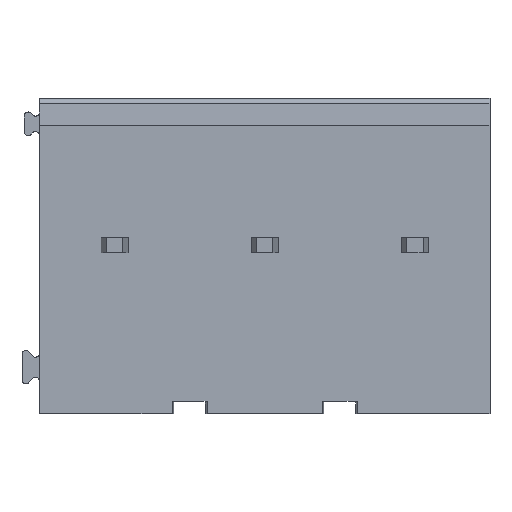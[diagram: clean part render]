
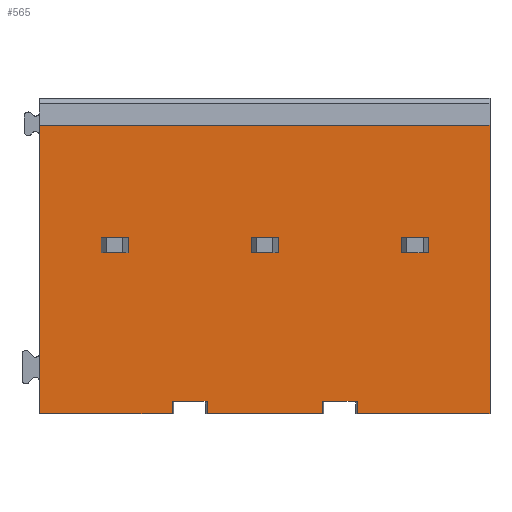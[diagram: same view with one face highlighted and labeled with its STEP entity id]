
A CAD part, front view. The second image highlights one B-rep face of the part: STEP entity #565.
In plain terms, the highlighted planar face has unit normal (0, -1, 0).
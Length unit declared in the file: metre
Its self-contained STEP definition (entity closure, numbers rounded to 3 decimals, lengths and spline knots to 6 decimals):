
#565=ADVANCED_FACE('',(#1218,#1219,#1220,#1221),#1222,.F.);
#1218=FACE_OUTER_BOUND('',#1960,.T.);
#1219=FACE_BOUND('',#1961,.T.);
#1220=FACE_BOUND('',#1962,.T.);
#1221=FACE_BOUND('',#1963,.T.);
#1222=PLANE('',#1964);
#1960=EDGE_LOOP('',(#3657,#3658,#3659,#3660,#3661,#3662,#3663,#3664,#3665,#3666,#3667,#3668));
#1961=EDGE_LOOP('',(#3669,#3670,#3671,#3672));
#1962=EDGE_LOOP('',(#3673,#3674,#3675,#3676));
#1963=EDGE_LOOP('',(#3677,#3678,#3679,#3680));
#1964=AXIS2_PLACEMENT_3D('',#3681,#3682,#3683);
#3657=ORIENTED_EDGE('',*,*,#4497,.F.);
#3658=ORIENTED_EDGE('',*,*,#5175,.T.);
#3659=ORIENTED_EDGE('',*,*,#4696,.T.);
#3660=ORIENTED_EDGE('',*,*,#5176,.F.);
#3661=ORIENTED_EDGE('',*,*,#5177,.F.);
#3662=ORIENTED_EDGE('',*,*,#4738,.T.);
#3663=ORIENTED_EDGE('',*,*,#4993,.F.);
#3664=ORIENTED_EDGE('',*,*,#5136,.F.);
#3665=ORIENTED_EDGE('',*,*,#4623,.F.);
#3666=ORIENTED_EDGE('',*,*,#4731,.T.);
#3667=ORIENTED_EDGE('',*,*,#5178,.F.);
#3668=ORIENTED_EDGE('',*,*,#4466,.F.);
#3669=ORIENTED_EDGE('',*,*,#5179,.T.);
#3670=ORIENTED_EDGE('',*,*,#5166,.T.);
#3671=ORIENTED_EDGE('',*,*,#5042,.T.);
#3672=ORIENTED_EDGE('',*,*,#5160,.T.);
#3673=ORIENTED_EDGE('',*,*,#5128,.T.);
#3674=ORIENTED_EDGE('',*,*,#5180,.T.);
#3675=ORIENTED_EDGE('',*,*,#4922,.T.);
#3676=ORIENTED_EDGE('',*,*,#5012,.T.);
#3677=ORIENTED_EDGE('',*,*,#4511,.T.);
#3678=ORIENTED_EDGE('',*,*,#4796,.T.);
#3679=ORIENTED_EDGE('',*,*,#4900,.T.);
#3680=ORIENTED_EDGE('',*,*,#4589,.T.);
#3681=CARTESIAN_POINT('',(0.01,0.0,-0.009597));
#3682=DIRECTION('',(0.0,1.0,0.0));
#3683=DIRECTION('',(-1.0,0.0,0.0));
#4466=EDGE_CURVE('',#5348,#5350,#5351,.T.);
#4497=EDGE_CURVE('',#5406,#5348,#5408,.T.);
#4511=EDGE_CURVE('',#5433,#5434,#5435,.T.);
#4589=EDGE_CURVE('',#5569,#5433,#5570,.T.);
#4623=EDGE_CURVE('',#5623,#5625,#5626,.T.);
#4696=EDGE_CURVE('',#5751,#5749,#5752,.T.);
#4731=EDGE_CURVE('',#5623,#5814,#5816,.T.);
#4738=EDGE_CURVE('',#5829,#5827,#5830,.T.);
#4796=EDGE_CURVE('',#5434,#5925,#5926,.T.);
#4900=EDGE_CURVE('',#5925,#5569,#6092,.T.);
#4922=EDGE_CURVE('',#6121,#6122,#6123,.T.);
#4993=EDGE_CURVE('',#6221,#5827,#6222,.T.);
#5012=EDGE_CURVE('',#6122,#6250,#6251,.T.);
#5042=EDGE_CURVE('',#6288,#6289,#6290,.T.);
#5128=EDGE_CURVE('',#6250,#6408,#6410,.T.);
#5136=EDGE_CURVE('',#5625,#6221,#6419,.T.);
#5160=EDGE_CURVE('',#6289,#6447,#6449,.T.);
#5166=EDGE_CURVE('',#6456,#6288,#6457,.T.);
#5175=EDGE_CURVE('',#5406,#5751,#6466,.T.);
#5176=EDGE_CURVE('',#6467,#5749,#6468,.T.);
#5177=EDGE_CURVE('',#5829,#6467,#6469,.T.);
#5178=EDGE_CURVE('',#5350,#5814,#6470,.T.);
#5179=EDGE_CURVE('',#6447,#6456,#6471,.T.);
#5180=EDGE_CURVE('',#6408,#6121,#6472,.T.);
#5348=VERTEX_POINT('',#6661);
#5350=VERTEX_POINT('',#6664);
#5351=LINE('',#6665,#6666);
#5406=VERTEX_POINT('',#6751);
#5408=LINE('',#6754,#6755);
#5433=VERTEX_POINT('',#6792);
#5434=VERTEX_POINT('',#6793);
#5435=LINE('',#6794,#6795);
#5569=VERTEX_POINT('',#6986);
#5570=LINE('',#6987,#6988);
#5623=VERTEX_POINT('',#7079);
#5625=VERTEX_POINT('',#7082);
#5626=LINE('',#7083,#7084);
#5749=VERTEX_POINT('',#7262);
#5751=VERTEX_POINT('',#7265);
#5752=LINE('',#7266,#7267);
#5814=VERTEX_POINT('',#7359);
#5816=LINE('',#7362,#7363);
#5827=VERTEX_POINT('',#7379);
#5829=VERTEX_POINT('',#7382);
#5830=LINE('',#7383,#7384);
#5925=VERTEX_POINT('',#7513);
#5926=LINE('',#7514,#7515);
#6092=LINE('',#7762,#7763);
#6121=VERTEX_POINT('',#7823);
#6122=VERTEX_POINT('',#7824);
#6123=LINE('',#7825,#7826);
#6221=VERTEX_POINT('',#7990);
#6222=LINE('',#7991,#7992);
#6250=VERTEX_POINT('',#8032);
#6251=LINE('',#8033,#8034);
#6288=VERTEX_POINT('',#8091);
#6289=VERTEX_POINT('',#8092);
#6290=LINE('',#8093,#8094);
#6408=VERTEX_POINT('',#8302);
#6410=LINE('',#8305,#8306);
#6419=LINE('',#8317,#8318);
#6447=VERTEX_POINT('',#8359);
#6449=LINE('',#8362,#8363);
#6456=VERTEX_POINT('',#8373);
#6457=LINE('',#8374,#8375);
#6466=LINE('',#8388,#8389);
#6467=VERTEX_POINT('',#8390);
#6468=LINE('',#8391,#8392);
#6469=LINE('',#8393,#8394);
#6470=LINE('',#8395,#8396);
#6471=LINE('',#8397,#8398);
#6472=LINE('',#8399,#8400);
#6661=CARTESIAN_POINT('',(0.015,0.0,-0.0096));
#6664=CARTESIAN_POINT('',(0.010581,0.0,-0.0096));
#6665=CARTESIAN_POINT('',(0.015,0.0,-0.0096));
#6666=VECTOR('',#8650,1.0);
#6751=CARTESIAN_POINT('',(0.015,0.0,0.0));
#6754=CARTESIAN_POINT('',(0.015,0.0,-0.009597));
#6755=VECTOR('',#8682,1.0);
#6792=CARTESIAN_POINT('',(0.01295,0.0,-0.00375));
#6793=CARTESIAN_POINT('',(0.01295,0.0,-0.00425));
#6794=CARTESIAN_POINT('',(0.01295,0.0,-0.009597));
#6795=VECTOR('',#8695,1.0);
#6986=CARTESIAN_POINT('',(0.01205,0.0,-0.00375));
#6987=CARTESIAN_POINT('',(0.015,0.0,-0.00375));
#6988=VECTOR('',#8765,1.0);
#7079=CARTESIAN_POINT('',(0.009419,0.0,-0.00918));
#7082=CARTESIAN_POINT('',(0.009419,0.0,-0.0096));
#7083=CARTESIAN_POINT('',(0.009419,0.0,-0.009597));
#7084=VECTOR('',#8797,1.0);
#7262=CARTESIAN_POINT('',(0.0,0.0,-0.0096));
#7265=CARTESIAN_POINT('',(0.0,0.0,0.0));
#7266=CARTESIAN_POINT('',(0.0,0.0,-0.009597));
#7267=VECTOR('',#8863,1.0);
#7359=CARTESIAN_POINT('',(0.010581,0.0,-0.00918));
#7362=CARTESIAN_POINT('',(0.015,0.0,-0.00918));
#7363=VECTOR('',#8894,1.0);
#7379=CARTESIAN_POINT('',(0.005581,0.0,-0.00918));
#7382=CARTESIAN_POINT('',(0.004419,0.0,-0.00918));
#7383=CARTESIAN_POINT('',(0.01,0.0,-0.00918));
#7384=VECTOR('',#8901,1.0);
#7513=CARTESIAN_POINT('',(0.01205,0.0,-0.00425));
#7514=CARTESIAN_POINT('',(0.015,0.0,-0.00425));
#7515=VECTOR('',#8972,1.0);
#7762=CARTESIAN_POINT('',(0.01205,0.0,-0.009597));
#7763=VECTOR('',#9074,1.0);
#7823=CARTESIAN_POINT('',(0.00295,0.0,-0.00425));
#7824=CARTESIAN_POINT('',(0.00205,0.0,-0.00425));
#7825=CARTESIAN_POINT('',(0.01,0.0,-0.00425));
#7826=VECTOR('',#9092,1.0);
#7990=CARTESIAN_POINT('',(0.005581,0.0,-0.0096));
#7991=CARTESIAN_POINT('',(0.005581,0.0,-0.009597));
#7992=VECTOR('',#9152,1.0);
#8032=CARTESIAN_POINT('',(0.00205,0.0,-0.00375));
#8033=CARTESIAN_POINT('',(0.00205,0.0,-0.009597));
#8034=VECTOR('',#9171,1.0);
#8091=CARTESIAN_POINT('',(0.00795,0.0,-0.00375));
#8092=CARTESIAN_POINT('',(0.00795,0.0,-0.00425));
#8093=CARTESIAN_POINT('',(0.00795,0.0,-0.009597));
#8094=VECTOR('',#9192,1.0);
#8302=CARTESIAN_POINT('',(0.00295,0.0,-0.00375));
#8305=CARTESIAN_POINT('',(0.01,0.0,-0.00375));
#8306=VECTOR('',#9251,1.0);
#8317=CARTESIAN_POINT('',(0.015,0.0,-0.0096));
#8318=VECTOR('',#9260,1.0);
#8359=CARTESIAN_POINT('',(0.00705,0.0,-0.00425));
#8362=CARTESIAN_POINT('',(0.015,0.0,-0.00425));
#8363=VECTOR('',#9278,1.0);
#8373=CARTESIAN_POINT('',(0.00705,0.0,-0.00375));
#8374=CARTESIAN_POINT('',(0.015,0.0,-0.00375));
#8375=VECTOR('',#9282,1.0);
#8388=CARTESIAN_POINT('',(0.01,0.0,0.0));
#8389=VECTOR('',#9290,1.0);
#8390=CARTESIAN_POINT('',(0.004419,0.0,-0.0096));
#8391=CARTESIAN_POINT('',(0.01,0.0,-0.0096));
#8392=VECTOR('',#9291,1.0);
#8393=CARTESIAN_POINT('',(0.004419,0.0,-0.009597));
#8394=VECTOR('',#9292,1.0);
#8395=CARTESIAN_POINT('',(0.010581,0.0,-0.009597));
#8396=VECTOR('',#9293,1.0);
#8397=CARTESIAN_POINT('',(0.00705,0.0,-0.009597));
#8398=VECTOR('',#9294,1.0);
#8399=CARTESIAN_POINT('',(0.00295,0.0,-0.009597));
#8400=VECTOR('',#9295,1.0);
#8650=DIRECTION('',(-1.0,0.0,0.0));
#8682=DIRECTION('',(0.0,0.0,-1.0));
#8695=DIRECTION('',(0.,0.0,-1.0));
#8765=DIRECTION('',(1.0,0.0,0.));
#8797=DIRECTION('',(0.,0.0,-1.0));
#8863=DIRECTION('',(0.0,0.0,-1.0));
#8894=DIRECTION('',(1.0,0.0,0.0));
#8901=DIRECTION('',(1.0,0.0,0.0));
#8972=DIRECTION('',(-1.0,0.0,0.));
#9074=DIRECTION('',(0.,0.0,1.0));
#9092=DIRECTION('',(-1.0,0.0,0.));
#9152=DIRECTION('',(0.,0.0,1.0));
#9171=DIRECTION('',(0.,0.0,1.0));
#9192=DIRECTION('',(0.,0.0,-1.0));
#9251=DIRECTION('',(1.0,0.0,0.));
#9260=DIRECTION('',(-1.0,0.0,0.0));
#9278=DIRECTION('',(-1.0,0.0,0.));
#9282=DIRECTION('',(1.0,0.0,0.));
#9290=DIRECTION('',(-1.0,0.0,0.0));
#9291=DIRECTION('',(-1.0,0.0,0.0));
#9292=DIRECTION('',(0.,0.0,-1.0));
#9293=DIRECTION('',(0.,0.0,1.0));
#9294=DIRECTION('',(0.,0.0,1.0));
#9295=DIRECTION('',(0.,0.0,-1.0));
